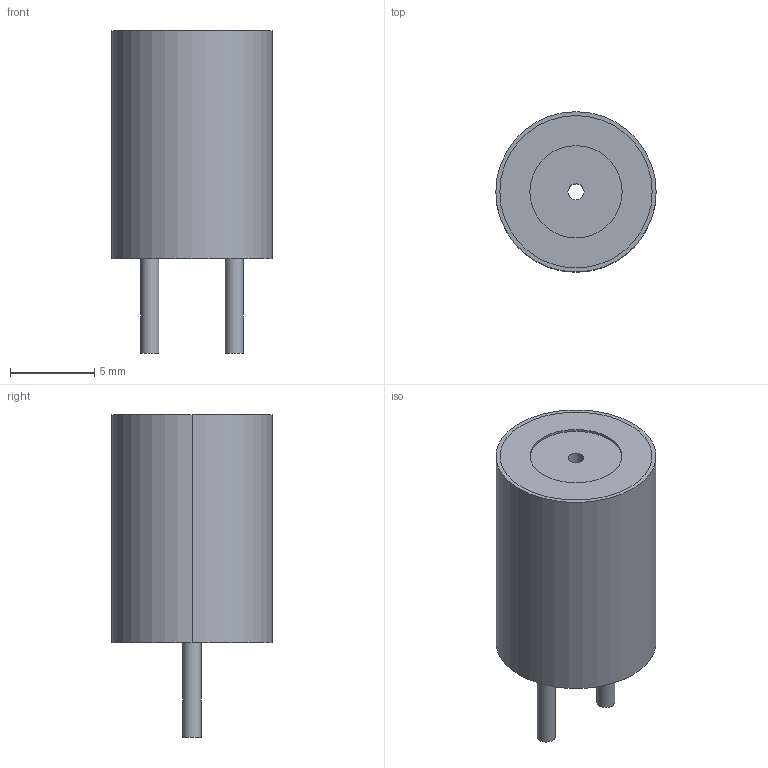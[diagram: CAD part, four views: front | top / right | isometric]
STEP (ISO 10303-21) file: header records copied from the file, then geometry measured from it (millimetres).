
FILE_DESCRIPTION(('STEP AP214'),'1');
FILE_NAME('1300R_MUR','2024-10-27T04:56:05',(''),(''),'','','');
FILE_SCHEMA(('AUTOMOTIVE_DESIGN'));
Length unit declared in the file: millimetre
Products named in the file (1): product
Bounding box: 9.5 x 9.5 x 19.12 mm (x, y, z)
Volume: 946.8 mm3; surface area: 1471 mm2
Topology: 5 solids, 5 shells, 24 faces, 42 edges, 28 vertices
Faces by surface type: cylinder 14, plane 10
Full cylindrical faces by diameter (mm): 1.067 x2
Entity records: 758 total; most frequent: DIRECTION 122, ORIENTED_EDGE 80, CARTESIAN_POINT 65, AXIS2_PLACEMENT_3D 55, EDGE_CURVE 40, EDGE_LOOP 32, CIRCLE 28, VERTEX_POINT 28
